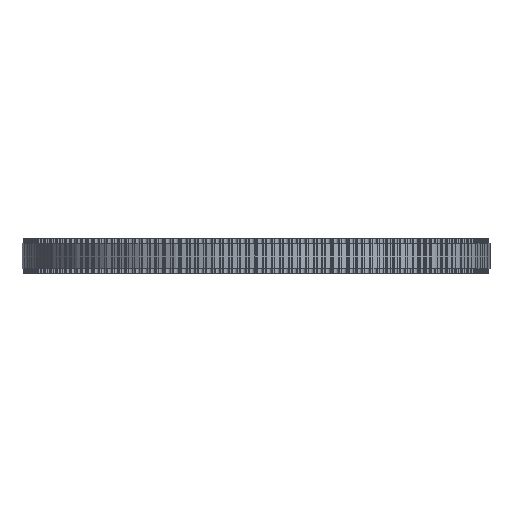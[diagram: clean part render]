
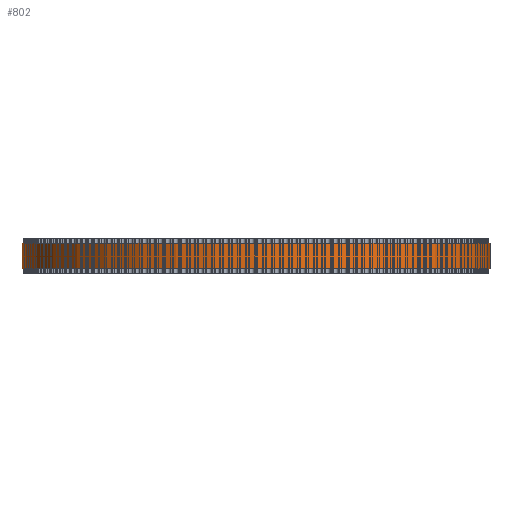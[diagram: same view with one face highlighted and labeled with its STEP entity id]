
A CAD part, front view. The second image highlights one B-rep face of the part: STEP entity #802.
In plain terms, the highlighted cylindrical face has radius 54.113 mm (diameter 108.225 mm), a full revolution.
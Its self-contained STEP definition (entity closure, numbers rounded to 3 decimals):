
#97=FACE_BOUND('',#2848,.T.);
#98=FACE_BOUND('',#2849,.T.);
#802=ADVANCED_FACE('',(#97,#98),#1483,.T.);
#1483=CYLINDRICAL_SURFACE('',#15103,54.113);
#2848=EDGE_LOOP('',(#8290));
#2849=EDGE_LOOP('',(#8291));
#8290=ORIENTED_EDGE('',*,*,#11694,.T.);
#8291=ORIENTED_EDGE('',*,*,#11695,.T.);
#9652=VERTEX_POINT('',#23960);
#9653=VERTEX_POINT('',#23962);
#11694=EDGE_CURVE('',#9652,#9652,#13056,.T.);
#11695=EDGE_CURVE('',#9653,#9653,#13057,.T.);
#13056=CIRCLE('',#15101,54.113);
#13057=CIRCLE('',#15102,54.113);
#15101=AXIS2_PLACEMENT_3D('',#23959,#19870,#19871);
#15102=AXIS2_PLACEMENT_3D('',#23961,#19872,#19873);
#15103=AXIS2_PLACEMENT_3D('',#23963,#19874,#19875);
#19870=DIRECTION('',(0.,0.,1.));
#19871=DIRECTION('',(1.,0.,0.));
#19872=DIRECTION('',(0.,0.,-1.));
#19873=DIRECTION('',(1.,0.,0.));
#19874=DIRECTION('',(0.,0.,1.));
#19875=DIRECTION('',(1.,0.,0.));
#23959=CARTESIAN_POINT('',(0.,0.,1.));
#23960=CARTESIAN_POINT('',(54.113,0.,1.));
#23961=CARTESIAN_POINT('',(0.,0.,7.));
#23962=CARTESIAN_POINT('',(54.113,0.,7.));
#23963=CARTESIAN_POINT('',(0.,0.,1.));
